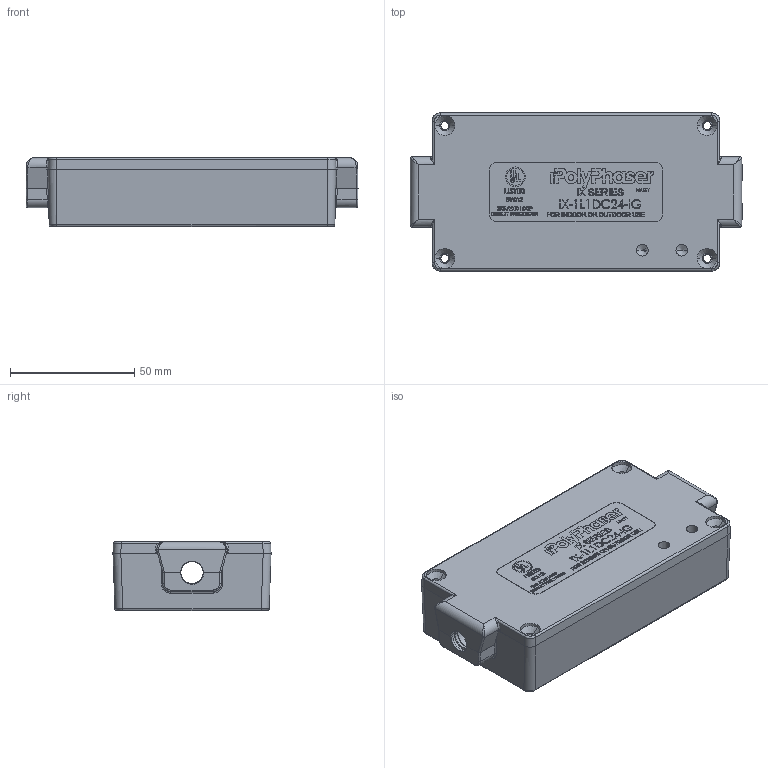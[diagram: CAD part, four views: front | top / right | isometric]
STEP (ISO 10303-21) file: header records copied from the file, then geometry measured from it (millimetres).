
FILE_DESCRIPTION (( 'STEP AP214' ), '1' );
FILE_NAME ('IX-1L1DC24-IG.STEP', '2019-07-29T21:57:27', ( '' ), ( '' ), 'SwSTEP 2.0', 'SolidWorks 2019', '' );
FILE_SCHEMA (( 'AUTOMOTIVE_DESIGN' ));
Length unit declared in the file: inch
Products named in the file (14): 5331-0012; 7020-3395; 5331-0013; 5331-0013-01; 5331-0012-01; 7020-3028; 7040-0109; 9500-0041; IX-1L1DC24-IG
Assembly tree (8 placements, depth 4):
  7020-3395
  5331-0012
  5331-0013
  7020-3028
  7040-0109
Bounding box: 133.35 x 63.5 x 27.75 mm (x, y, z)
Volume: 85011.1 mm3; surface area: 65112.6 mm2
Topology: 5 solids, 5 shells, 4743 faces, 12687 edges, 8329 vertices
Faces by surface type: plane 3092, bspline 1203, cylinder 408, cone 40
Entity records: 254796 total; most frequent: CARTESIAN_POINT 100669, ORIENTED_EDGE 25298, DIRECTION 17996, EDGE_CURVE 12649, VECTOR 9424, LINE 9424, VERTEX_POINT 8329, EDGE_LOOP 5178
